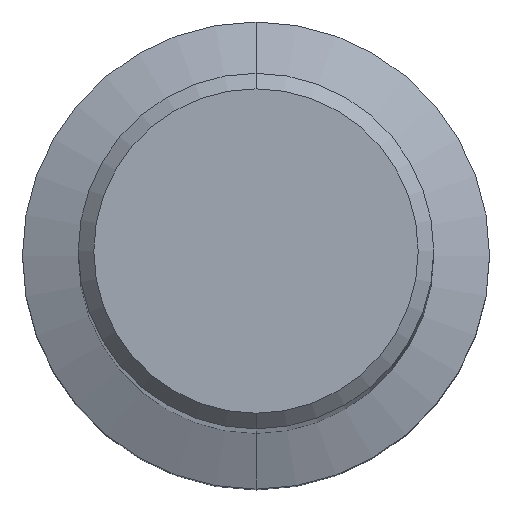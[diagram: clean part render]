
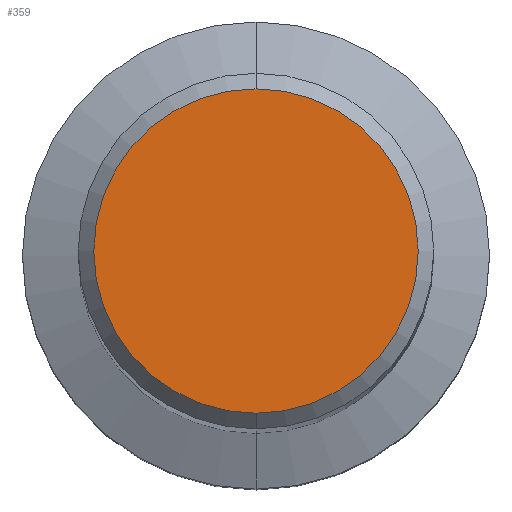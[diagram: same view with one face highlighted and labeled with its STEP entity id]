
A CAD part, top view. The second image highlights one B-rep face of the part: STEP entity #359.
In plain terms, the highlighted planar face has unit normal (0, 0, 1).
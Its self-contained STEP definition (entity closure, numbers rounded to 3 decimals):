
#281=EDGE_CURVE('',#307,#445,#643,.T.);
#307=VERTEX_POINT('',#672);
#359=ADVANCED_FACE('',(#731),#732,.T.);
#445=VERTEX_POINT('',#827);
#495=EDGE_CURVE('',#445,#307,#883,.T.);
#643=CIRCLE('',#1158,6.25);
#672=CARTESIAN_POINT('',(0.,-6.25,0.0));
#731=FACE_OUTER_BOUND('',#1325,.T.);
#732=PLANE('',#1326);
#827=CARTESIAN_POINT('',(0.0,6.25,0.0));
#883=CIRCLE('',#1572,6.25);
#1158=AXIS2_PLACEMENT_3D('',#1790,#1791,#1792);
#1325=EDGE_LOOP('',(#1912,#1913));
#1326=AXIS2_PLACEMENT_3D('',#1914,#1915,#1916);
#1572=AXIS2_PLACEMENT_3D('',#2093,#2094,#2095);
#1790=CARTESIAN_POINT('',(0.0,0.0,0.0));
#1791=DIRECTION('',(0.0,0.0,-1.0));
#1792=DIRECTION('',(0.0,1.0,0.0));
#1912=ORIENTED_EDGE('',*,*,#495,.F.);
#1913=ORIENTED_EDGE('',*,*,#281,.F.);
#1914=CARTESIAN_POINT('',(0.0,3.125,0.0));
#1915=DIRECTION('',(-0.0,0.0,1.0));
#1916=DIRECTION('',(0.0,-1.0,0.0));
#2093=CARTESIAN_POINT('',(0.0,0.0,0.0));
#2094=DIRECTION('',(0.0,0.0,-1.0));
#2095=DIRECTION('',(0.0,1.0,0.0));
